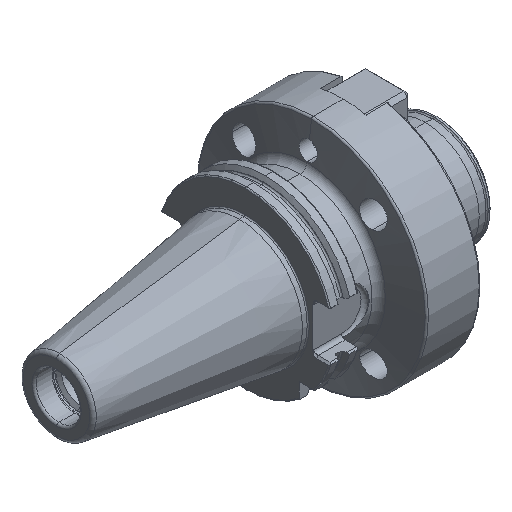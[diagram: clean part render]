
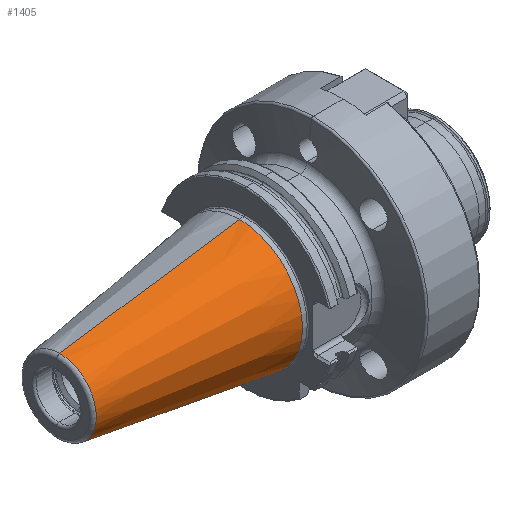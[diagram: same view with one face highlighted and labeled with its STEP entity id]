
A CAD part, isometric view. The second image highlights one B-rep face of the part: STEP entity #1405.
In plain terms, the highlighted conical face has half-angle 8.297 degrees and reference radius 34.925 mm.
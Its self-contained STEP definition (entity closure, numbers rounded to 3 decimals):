
#632 = VECTOR ( 'NONE', #2506, 1000. ) ;
#635 = CIRCLE ( 'NONE', #2116, 34.925 ) ;
#683 = DIRECTION ( 'NONE',  ( 0.99, 0., 0.144 ) ) ;
#1017 = DIRECTION ( 'NONE',  ( 1., 0., 0. ) ) ;
#1189 = DIRECTION ( 'NONE',  ( -1., 0., 0. ) ) ;
#1297 = CARTESIAN_POINT ( 'NONE',  ( -99.889, 0., 0. ) ) ;
#1405 = ADVANCED_FACE ( 'NONE', ( #6362 ), #2799, .T. ) ;
#1588 = ORIENTED_EDGE ( 'NONE', *, *, #4842, .F. ) ;
#1805 = CARTESIAN_POINT ( 'NONE',  ( 0., 0., -34.925 ) ) ;
#1806 = EDGE_CURVE ( 'NONE', #3189, #7407, #635, .T. ) ;
#1826 = CARTESIAN_POINT ( 'NONE',  ( 0., 0., 34.925 ) ) ;
#1933 = DIRECTION ( 'NONE',  ( 0., 0., 1. ) ) ;
#2116 = AXIS2_PLACEMENT_3D ( 'NONE', #5597, #1189, #4945 ) ;
#2265 = CARTESIAN_POINT ( 'NONE',  ( 0., 0., 0. ) ) ;
#2287 = LINE ( 'NONE', #5011, #632 ) ;
#2506 = DIRECTION ( 'NONE',  ( 0.99, 0., -0.144 ) ) ;
#2664 = VECTOR ( 'NONE', #683, 1000. ) ;
#2799 = CONICAL_SURFACE ( 'NONE', #5818, 34.925, 0.145 ) ;
#3189 = VERTEX_POINT ( 'NONE', #1805 ) ;
#3835 = EDGE_CURVE ( 'NONE', #6821, #3189, #2287, .T. ) ;
#4064 = ORIENTED_EDGE ( 'NONE', *, *, #6364, .F. ) ;
#4234 = CIRCLE ( 'NONE', #5854, 20.358 ) ;
#4259 = CARTESIAN_POINT ( 'NONE',  ( -99.889, 0., -20.358 ) ) ;
#4334 = LINE ( 'NONE', #5695, #2664 ) ;
#4785 = DIRECTION ( 'NONE',  ( 0., 0., -1. ) ) ;
#4842 = EDGE_CURVE ( 'NONE', #5077, #7407, #4334, .T. ) ;
#4945 = DIRECTION ( 'NONE',  ( 0., 0., 1. ) ) ;
#5011 = CARTESIAN_POINT ( 'NONE',  ( 0., 0., -34.925 ) ) ;
#5077 = VERTEX_POINT ( 'NONE', #6664 ) ;
#5456 = ORIENTED_EDGE ( 'NONE', *, *, #1806, .T. ) ;
#5597 = CARTESIAN_POINT ( 'NONE',  ( 0., 0., 0. ) ) ;
#5695 = CARTESIAN_POINT ( 'NONE',  ( 0., 0., 34.925 ) ) ;
#5714 = DIRECTION ( 'NONE',  ( -1., 0., 0. ) ) ;
#5818 = AXIS2_PLACEMENT_3D ( 'NONE', #2265, #1017, #4785 ) ;
#5854 = AXIS2_PLACEMENT_3D ( 'NONE', #1297, #5714, #1933 ) ;
#6362 = FACE_OUTER_BOUND ( 'NONE', #6660, .T. ) ;
#6364 = EDGE_CURVE ( 'NONE', #6821, #5077, #4234, .T. ) ;
#6660 = EDGE_LOOP ( 'NONE', ( #1588, #4064, #6960, #5456 ) ) ;
#6664 = CARTESIAN_POINT ( 'NONE',  ( -99.889, 0., 20.358 ) ) ;
#6821 = VERTEX_POINT ( 'NONE', #4259 ) ;
#6960 = ORIENTED_EDGE ( 'NONE', *, *, #3835, .T. ) ;
#7407 = VERTEX_POINT ( 'NONE', #1826 ) ;
